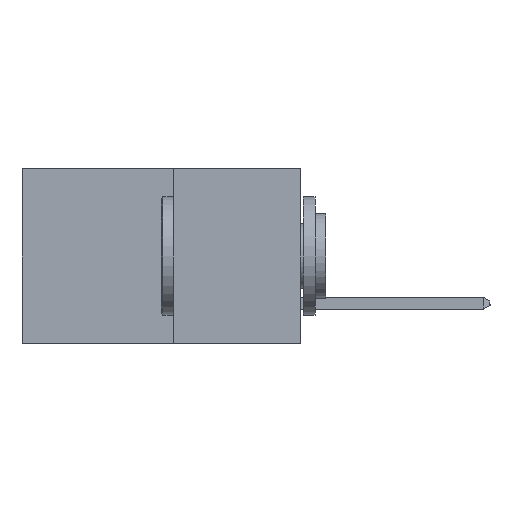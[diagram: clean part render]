
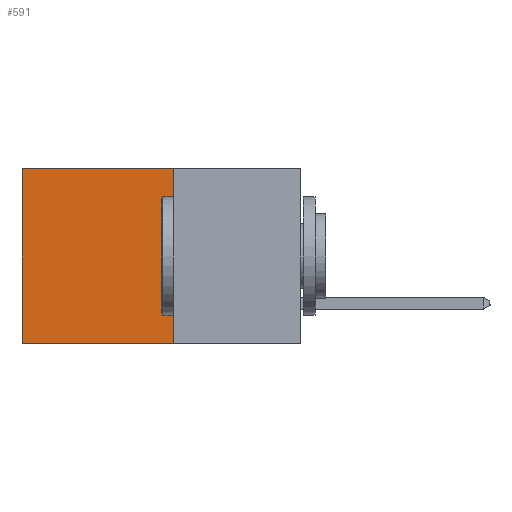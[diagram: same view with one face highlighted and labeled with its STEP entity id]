
A CAD part, left-side view. The second image highlights one B-rep face of the part: STEP entity #591.
In plain terms, the highlighted planar face has unit normal (-1, 0, 0).
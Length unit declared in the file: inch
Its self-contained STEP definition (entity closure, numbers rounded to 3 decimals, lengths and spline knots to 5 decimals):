
#18 = VERTEX_POINT ( 'NONE', #234 ) ;
#234 = CARTESIAN_POINT ( 'NONE',  ( 0.277, 0.27, 0. ) ) ;
#591 = ADVANCED_FACE ( 'NONE', ( #4261 ), #7590, .F. ) ;
#705 = ORIENTED_EDGE ( 'NONE', *, *, #757, .F. ) ;
#757 = EDGE_CURVE ( 'NONE', #18, #6487, #13786, .T. ) ;
#955 = VECTOR ( 'NONE', #3317, 39.37008 ) ;
#1156 = CARTESIAN_POINT ( 'NONE',  ( 0.277, 0.27, -0.37 ) ) ;
#1175 = CARTESIAN_POINT ( 'NONE',  ( 0.277, 0.59, -0.37 ) ) ;
#1712 = EDGE_LOOP ( 'NONE', ( #2942, #3451, #705, #12838 ) ) ;
#1820 = CARTESIAN_POINT ( 'NONE',  ( 0.277, 0.59, -0.37 ) ) ;
#2316 = AXIS2_PLACEMENT_3D ( 'NONE', #1156, #13583, #13581 ) ;
#2548 = CARTESIAN_POINT ( 'NONE',  ( 0.277, 0.27, -0.37 ) ) ;
#2919 = EDGE_CURVE ( 'NONE', #11945, #12907, #6772, .T. ) ;
#2942 = ORIENTED_EDGE ( 'NONE', *, *, #2919, .T. ) ;
#3106 = LINE ( 'NONE', #12743, #11450 ) ;
#3317 = DIRECTION ( 'NONE',  ( 0., 0., -1. ) ) ;
#3451 = ORIENTED_EDGE ( 'NONE', *, *, #12694, .F. ) ;
#4261 = FACE_OUTER_BOUND ( 'NONE', #1712, .T. ) ;
#4918 = EDGE_CURVE ( 'NONE', #18, #11945, #3106, .T. ) ;
#5725 = DIRECTION ( 'NONE',  ( 0., 0., -1. ) ) ;
#5815 = CARTESIAN_POINT ( 'NONE',  ( 0.277, 0.27, -0.37 ) ) ;
#6487 = VERTEX_POINT ( 'NONE', #12539 ) ;
#6772 = LINE ( 'NONE', #1175, #955 ) ;
#7590 = PLANE ( 'NONE',  #2316 ) ;
#7965 = DIRECTION ( 'NONE',  ( 0., 1., 0. ) ) ;
#8315 = LINE ( 'NONE', #5815, #11528 ) ;
#8372 = VECTOR ( 'NONE', #5725, 39.37008 ) ;
#11450 = VECTOR ( 'NONE', #12275, 39.37008 ) ;
#11528 = VECTOR ( 'NONE', #7965, 39.37008 ) ;
#11945 = VERTEX_POINT ( 'NONE', #12276 ) ;
#12275 = DIRECTION ( 'NONE',  ( 0., 1., 0. ) ) ;
#12276 = CARTESIAN_POINT ( 'NONE',  ( 0.277, 0.59, 0. ) ) ;
#12539 = CARTESIAN_POINT ( 'NONE',  ( 0.277, 0.27, -0.37 ) ) ;
#12694 = EDGE_CURVE ( 'NONE', #6487, #12907, #8315, .T. ) ;
#12743 = CARTESIAN_POINT ( 'NONE',  ( 0.277, 0.27, 0. ) ) ;
#12838 = ORIENTED_EDGE ( 'NONE', *, *, #4918, .T. ) ;
#12907 = VERTEX_POINT ( 'NONE', #1820 ) ;
#13581 = DIRECTION ( 'NONE',  ( 0., 0., -1. ) ) ;
#13583 = DIRECTION ( 'NONE',  ( 1., 0., 0. ) ) ;
#13786 = LINE ( 'NONE', #2548, #8372 ) ;
